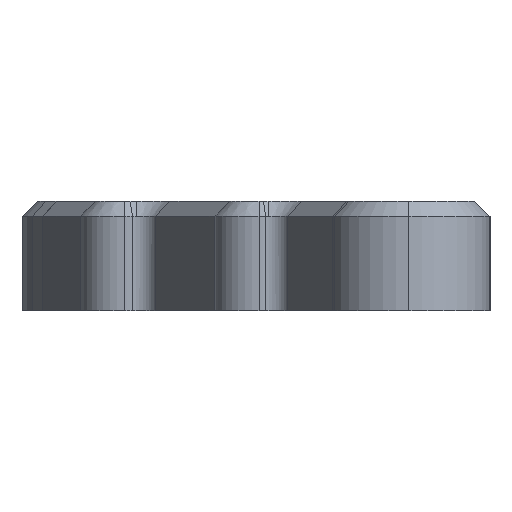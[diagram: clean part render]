
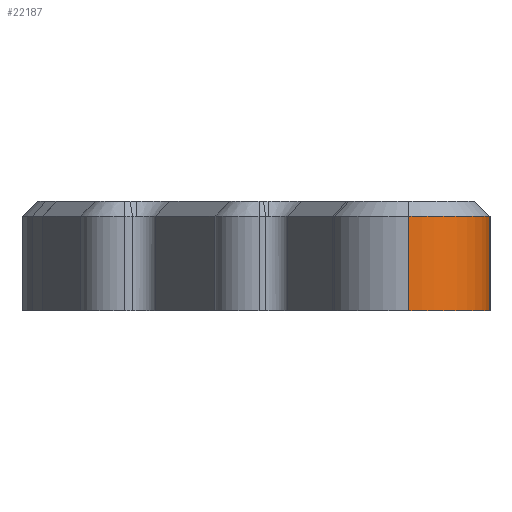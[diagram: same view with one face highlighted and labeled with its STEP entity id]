
A CAD part, left-side view. The second image highlights one B-rep face of the part: STEP entity #22187.
In plain terms, the highlighted cylindrical face has radius 18.655 mm (diameter 37.31 mm), a partial arc.
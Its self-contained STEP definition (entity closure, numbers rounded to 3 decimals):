
#732 = ORIENTED_EDGE ( 'NONE', *, *, #24893, .F. ) ;
#2090 = DIRECTION ( 'NONE',  ( 0., 0., -1. ) ) ;
#3162 = AXIS2_PLACEMENT_3D ( 'NONE', #27231, #27124, #29612 ) ;
#3652 = EDGE_CURVE ( 'NONE', #12089, #27726, #21780, .T. ) ;
#3766 = CARTESIAN_POINT ( 'NONE',  ( -204.253, 34.157, -12.7 ) ) ;
#5147 = CARTESIAN_POINT ( 'NONE',  ( -204.253, 34.157, 9.2 ) ) ;
#6763 = CARTESIAN_POINT ( 'NONE',  ( -200.608, 15.861, 12.7 ) ) ;
#8625 = CIRCLE ( 'NONE', #24520, 18.655 ) ;
#8854 = FACE_OUTER_BOUND ( 'NONE', #25736, .T. ) ;
#9865 = DIRECTION ( 'NONE',  ( 0., 0., -1. ) ) ;
#12089 = VERTEX_POINT ( 'NONE', #19962 ) ;
#12181 = ORIENTED_EDGE ( 'NONE', *, *, #33221, .T. ) ;
#12272 = VERTEX_POINT ( 'NONE', #23181 ) ;
#12573 = CARTESIAN_POINT ( 'NONE',  ( -222.909, 34.157, 12.7 ) ) ;
#15188 = DIRECTION ( 'NONE',  ( 1., 0., 0. ) ) ;
#16573 = CYLINDRICAL_SURFACE ( 'NONE', #3162, 18.655 ) ;
#18091 = LINE ( 'NONE', #6763, #32600 ) ;
#19372 = DIRECTION ( 'NONE',  ( 1., 0., 0. ) ) ;
#19962 = CARTESIAN_POINT ( 'NONE',  ( -222.909, 34.157, 9.2 ) ) ;
#20594 = CIRCLE ( 'NONE', #28008, 18.655 ) ;
#21780 = LINE ( 'NONE', #12573, #22929 ) ;
#22059 = EDGE_CURVE ( 'NONE', #27726, #25443, #20594, .T. ) ;
#22187 = ADVANCED_FACE ( 'NONE', ( #8854 ), #16573, .T. ) ;
#22517 = CARTESIAN_POINT ( 'NONE',  ( -222.909, 34.157, -12.7 ) ) ;
#22929 = VECTOR ( 'NONE', #9865, 1000. ) ;
#23181 = CARTESIAN_POINT ( 'NONE',  ( -200.608, 15.861, 9.2 ) ) ;
#24042 = DIRECTION ( 'NONE',  ( 0., 0., -1. ) ) ;
#24520 = AXIS2_PLACEMENT_3D ( 'NONE', #5147, #2090, #15188 ) ;
#24893 = EDGE_CURVE ( 'NONE', #12272, #25443, #18091, .T. ) ;
#25443 = VERTEX_POINT ( 'NONE', #33263 ) ;
#25736 = EDGE_LOOP ( 'NONE', ( #12181, #29922, #33154, #732 ) ) ;
#27124 = DIRECTION ( 'NONE',  ( 0., 0., -1. ) ) ;
#27231 = CARTESIAN_POINT ( 'NONE',  ( -204.253, 34.157, 12.7 ) ) ;
#27726 = VERTEX_POINT ( 'NONE', #22517 ) ;
#28008 = AXIS2_PLACEMENT_3D ( 'NONE', #3766, #32306, #19372 ) ;
#29612 = DIRECTION ( 'NONE',  ( -1., 0., 0. ) ) ;
#29922 = ORIENTED_EDGE ( 'NONE', *, *, #3652, .T. ) ;
#32306 = DIRECTION ( 'NONE',  ( 0., 0., 1. ) ) ;
#32600 = VECTOR ( 'NONE', #24042, 1000. ) ;
#33154 = ORIENTED_EDGE ( 'NONE', *, *, #22059, .T. ) ;
#33221 = EDGE_CURVE ( 'NONE', #12272, #12089, #8625, .T. ) ;
#33263 = CARTESIAN_POINT ( 'NONE',  ( -200.608, 15.861, -12.7 ) ) ;
